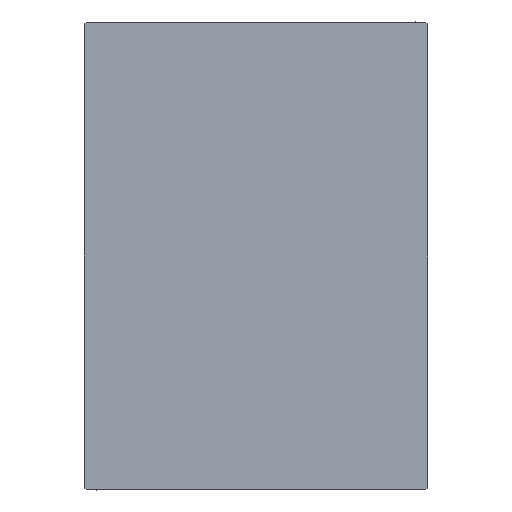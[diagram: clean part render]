
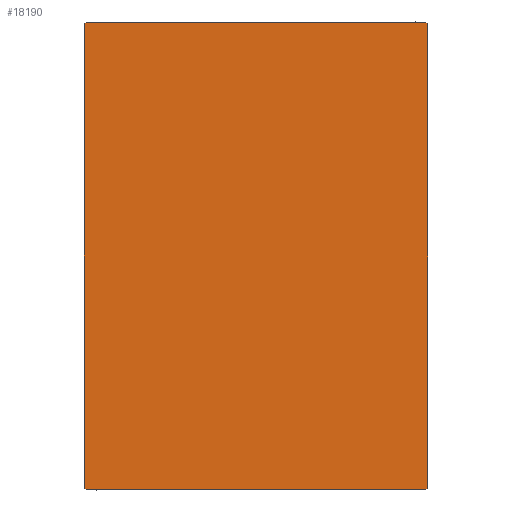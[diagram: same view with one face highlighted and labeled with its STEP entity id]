
A CAD part, left-side view. The second image highlights one B-rep face of the part: STEP entity #18190.
In plain terms, the highlighted face is planar.
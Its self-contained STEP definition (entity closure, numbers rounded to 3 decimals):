
#367 = FACE_OUTER_BOUND ( 'NONE', #1127, .T. ) ;
#392 = DIRECTION ( 'NONE',  ( 0., -1., 0. ) ) ;
#906 = EDGE_CURVE ( 'NONE', #7694, #34104, #38240, .T. ) ;
#1127 = EDGE_LOOP ( 'NONE', ( #30069, #42435, #21460, #15859, #12572, #13554, #14459, #3667 ) ) ;
#3129 = LINE ( 'NONE', #9900, #17013 ) ;
#3357 = EDGE_CURVE ( 'NONE', #37653, #16318, #35001, .T. ) ;
#3577 = CARTESIAN_POINT ( 'NONE',  ( 135., -27.5, -37.2 ) ) ;
#3667 = ORIENTED_EDGE ( 'NONE', *, *, #3357, .T. ) ;
#6324 = LINE ( 'NONE', #12894, #39655 ) ;
#6605 = EDGE_CURVE ( 'NONE', #38939, #7694, #3129, .T. ) ;
#7131 = CARTESIAN_POINT ( 'NONE',  ( 135., 0., 0. ) ) ;
#7694 = VERTEX_POINT ( 'NONE', #34087 ) ;
#7825 = DIRECTION ( 'NONE',  ( 0., 1., 0. ) ) ;
#7980 = VERTEX_POINT ( 'NONE', #12403 ) ;
#8097 = CARTESIAN_POINT ( 'NONE',  ( 135., -32.35, -32.35 ) ) ;
#9130 = DIRECTION ( 'NONE',  ( 0., 0., 1. ) ) ;
#9213 = CARTESIAN_POINT ( 'NONE',  ( 135., 27.5, 37.2 ) ) ;
#9821 = DIRECTION ( 'NONE',  ( 0., -0.707, 0.707 ) ) ;
#9900 = CARTESIAN_POINT ( 'NONE',  ( 135., 32.35, -32.35 ) ) ;
#10770 = CARTESIAN_POINT ( 'NONE',  ( 135., -32.35, 32.35 ) ) ;
#11596 = AXIS2_PLACEMENT_3D ( 'NONE', #7131, #40405, #36900 ) ;
#12109 = DIRECTION ( 'NONE',  ( 0., 0., -1. ) ) ;
#12403 = CARTESIAN_POINT ( 'NONE',  ( 135., -27.5, 37.2 ) ) ;
#12572 = ORIENTED_EDGE ( 'NONE', *, *, #41915, .T. ) ;
#12894 = CARTESIAN_POINT ( 'NONE',  ( 135., 32.35, 32.35 ) ) ;
#13377 = VECTOR ( 'NONE', #12109, 1000. ) ;
#13554 = ORIENTED_EDGE ( 'NONE', *, *, #17132, .T. ) ;
#14272 = LINE ( 'NONE', #10770, #34736 ) ;
#14459 = ORIENTED_EDGE ( 'NONE', *, *, #33714, .T. ) ;
#14541 = LINE ( 'NONE', #28517, #13377 ) ;
#15859 = ORIENTED_EDGE ( 'NONE', *, *, #21371, .T. ) ;
#16318 = VERTEX_POINT ( 'NONE', #28610 ) ;
#16336 = VECTOR ( 'NONE', #392, 1000. ) ;
#17013 = VECTOR ( 'NONE', #23268, 1000. ) ;
#17132 = EDGE_CURVE ( 'NONE', #40981, #7980, #14272, .T. ) ;
#17484 = CARTESIAN_POINT ( 'NONE',  ( 135., -27.2, 37.5 ) ) ;
#18190 = ADVANCED_FACE ( 'NONE', ( #367 ), #39538, .T. ) ;
#18761 = CARTESIAN_POINT ( 'NONE',  ( 135., 27.5, -37.5 ) ) ;
#21371 = EDGE_CURVE ( 'NONE', #34104, #21974, #6324, .T. ) ;
#21460 = ORIENTED_EDGE ( 'NONE', *, *, #906, .T. ) ;
#21974 = VERTEX_POINT ( 'NONE', #35930 ) ;
#23268 = DIRECTION ( 'NONE',  ( 0., 0.707, 0.707 ) ) ;
#24979 = CARTESIAN_POINT ( 'NONE',  ( 135., 27.5, 37.5 ) ) ;
#25577 = EDGE_CURVE ( 'NONE', #16318, #38939, #40239, .T. ) ;
#26455 = VECTOR ( 'NONE', #7825, 1000. ) ;
#28517 = CARTESIAN_POINT ( 'NONE',  ( 135., -27.5, 37.5 ) ) ;
#28610 = CARTESIAN_POINT ( 'NONE',  ( 135., -27.2, -37.5 ) ) ;
#30069 = ORIENTED_EDGE ( 'NONE', *, *, #25577, .T. ) ;
#30605 = CARTESIAN_POINT ( 'NONE',  ( 135., -27.5, -37.5 ) ) ;
#33714 = EDGE_CURVE ( 'NONE', #7980, #37653, #14541, .T. ) ;
#34087 = CARTESIAN_POINT ( 'NONE',  ( 135., 27.5, -37.2 ) ) ;
#34104 = VERTEX_POINT ( 'NONE', #9213 ) ;
#34169 = DIRECTION ( 'NONE',  ( 0., -0.707, -0.707 ) ) ;
#34736 = VECTOR ( 'NONE', #34169, 1000. ) ;
#35001 = LINE ( 'NONE', #8097, #36293 ) ;
#35661 = CARTESIAN_POINT ( 'NONE',  ( 135., 27.2, -37.5 ) ) ;
#35930 = CARTESIAN_POINT ( 'NONE',  ( 135., 27.2, 37.5 ) ) ;
#36293 = VECTOR ( 'NONE', #41160, 1000. ) ;
#36900 = DIRECTION ( 'NONE',  ( 0., 0., -1. ) ) ;
#37653 = VERTEX_POINT ( 'NONE', #3577 ) ;
#38240 = LINE ( 'NONE', #18761, #41727 ) ;
#38939 = VERTEX_POINT ( 'NONE', #35661 ) ;
#39538 = PLANE ( 'NONE',  #11596 ) ;
#39655 = VECTOR ( 'NONE', #9821, 1000. ) ;
#40239 = LINE ( 'NONE', #30605, #26455 ) ;
#40405 = DIRECTION ( 'NONE',  ( 1., 0., 0. ) ) ;
#40981 = VERTEX_POINT ( 'NONE', #17484 ) ;
#41160 = DIRECTION ( 'NONE',  ( 0., 0.707, -0.707 ) ) ;
#41596 = LINE ( 'NONE', #24979, #16336 ) ;
#41727 = VECTOR ( 'NONE', #9130, 1000. ) ;
#41915 = EDGE_CURVE ( 'NONE', #21974, #40981, #41596, .T. ) ;
#42435 = ORIENTED_EDGE ( 'NONE', *, *, #6605, .T. ) ;
